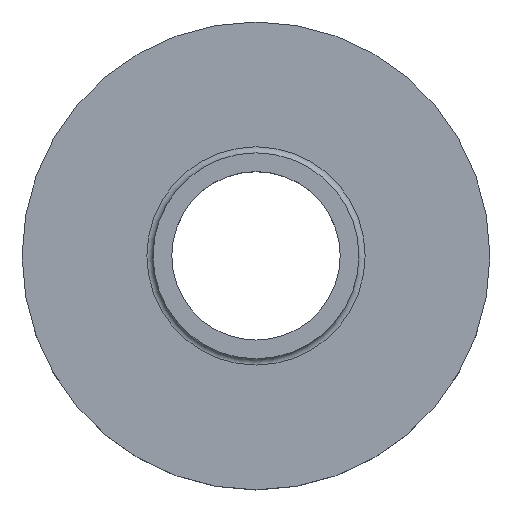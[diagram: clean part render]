
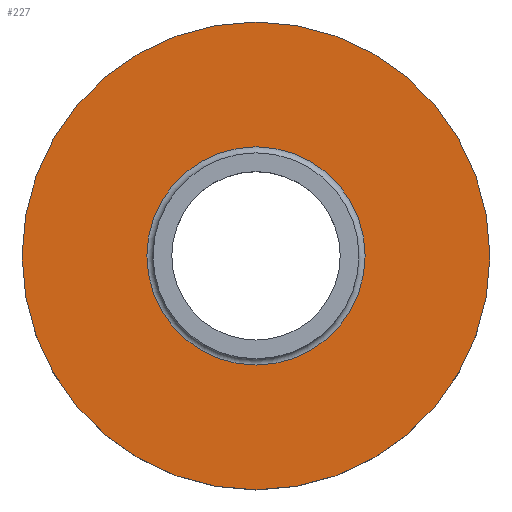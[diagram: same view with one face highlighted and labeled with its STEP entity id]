
A CAD part, top view. The second image highlights one B-rep face of the part: STEP entity #227.
In plain terms, the highlighted planar face has unit normal (0, 0, 1).
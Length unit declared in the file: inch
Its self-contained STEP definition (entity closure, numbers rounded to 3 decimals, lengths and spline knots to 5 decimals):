
#4 = DIRECTION ( 'NONE',  ( -1., 0., 0. ) ) ;
#19 = CARTESIAN_POINT ( 'NONE',  ( 0., 0., -1.25 ) ) ;
#20 = AXIS2_PLACEMENT_3D ( 'NONE', #53, #242, #4 ) ;
#33 = EDGE_LOOP ( 'NONE', ( #235 ) ) ;
#48 = EDGE_CURVE ( 'NONE', #288, #288, #84, .T. ) ;
#53 = CARTESIAN_POINT ( 'NONE',  ( 0., 0., -1.25 ) ) ;
#84 = CIRCLE ( 'NONE', #178, 4.92 ) ;
#90 = DIRECTION ( 'NONE',  ( 0., 0., -1. ) ) ;
#99 = ORIENTED_EDGE ( 'NONE', *, *, #269, .T. ) ;
#109 = CIRCLE ( 'NONE', #20, 2.295 ) ;
#136 = FACE_OUTER_BOUND ( 'NONE', #33, .T. ) ;
#142 = EDGE_LOOP ( 'NONE', ( #99 ) ) ;
#143 = AXIS2_PLACEMENT_3D ( 'NONE', #283, #90, #263 ) ;
#172 = DIRECTION ( 'NONE',  ( 1., 0., 0. ) ) ;
#175 = VERTEX_POINT ( 'NONE', #180 ) ;
#178 = AXIS2_PLACEMENT_3D ( 'NONE', #19, #199, #172 ) ;
#180 = CARTESIAN_POINT ( 'NONE',  ( -2.295, 0., -1.25 ) ) ;
#199 = DIRECTION ( 'NONE',  ( 0., 0., 1. ) ) ;
#200 = FACE_BOUND ( 'NONE', #142, .T. ) ;
#222 = PLANE ( 'NONE',  #143 ) ;
#227 = ADVANCED_FACE ( 'NONE', ( #200, #136 ), #222, .F. ) ;
#235 = ORIENTED_EDGE ( 'NONE', *, *, #48, .T. ) ;
#238 = CARTESIAN_POINT ( 'NONE',  ( 4.92, 0., -1.25 ) ) ;
#242 = DIRECTION ( 'NONE',  ( 0., 0., -1. ) ) ;
#263 = DIRECTION ( 'NONE',  ( -1., 0., 0. ) ) ;
#269 = EDGE_CURVE ( 'NONE', #175, #175, #109, .T. ) ;
#283 = CARTESIAN_POINT ( 'NONE',  ( 0., 2.165, -1.25 ) ) ;
#288 = VERTEX_POINT ( 'NONE', #238 ) ;
